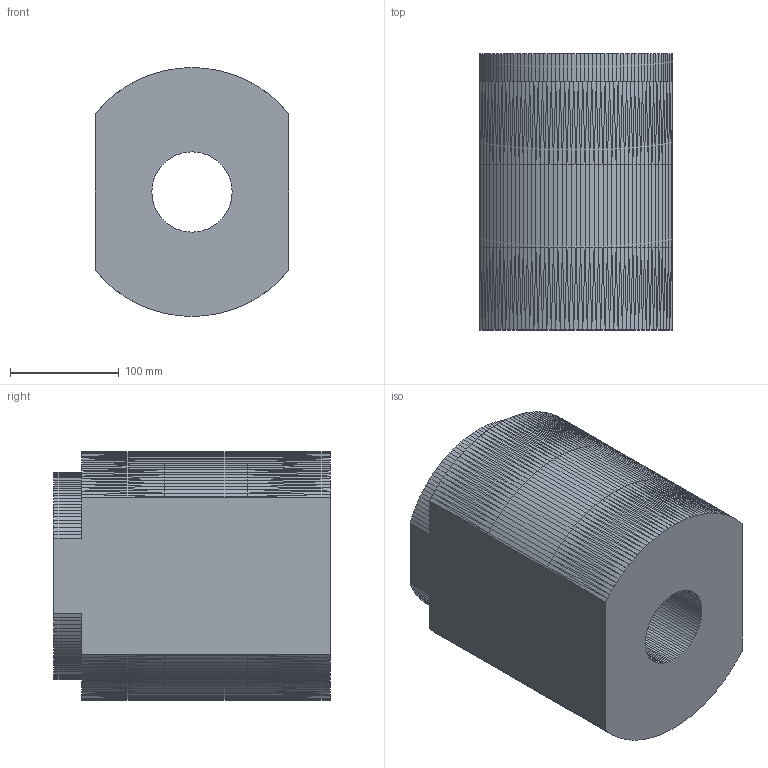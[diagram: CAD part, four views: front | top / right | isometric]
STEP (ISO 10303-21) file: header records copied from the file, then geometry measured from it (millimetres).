
FILE_DESCRIPTION(/* description */ (''),/* implementation_level */ '2;1');
FILE_NAME(/* name */ 'front wheel bearing lock.stp',/* time_stamp */ '2023-08-09T17:53:22+05:00',/* author */ ('ahmed'),/* organization */ (''),/* preprocessor_version */ 'ST-DEVELOPER v17',/* originating_system */ 'Autodesk Inventor 2019',/* authorisation */ '');
FILE_SCHEMA (('AUTOMOTIVE_DESIGN { 1 0 10303 214 3 1 1 }'));
Length unit declared in the file: millimetre
Products named in the file (1): front wheel bearing lock
Bounding box: 177.8 x 254 x 228.6 mm (x, y, z)
Volume: 7869142.6 mm3; surface area: 296300.9 mm2
Topology: 1 solids, 1 shells, 712 faces, 1546 edges, 836 vertices
Faces by surface type: bspline 712
Entity records: 25239 total; most frequent: CARTESIAN_POINT 15321, ORIENTED_EDGE 3092, B_SPLINE_CURVE_WITH_KNOTS 1546, EDGE_CURVE 1546, VERTEX_POINT 836, EDGE_LOOP 714, FACE_OUTER_BOUND 712, B_SPLINE_SURFACE_WITH_KNOTS 712
